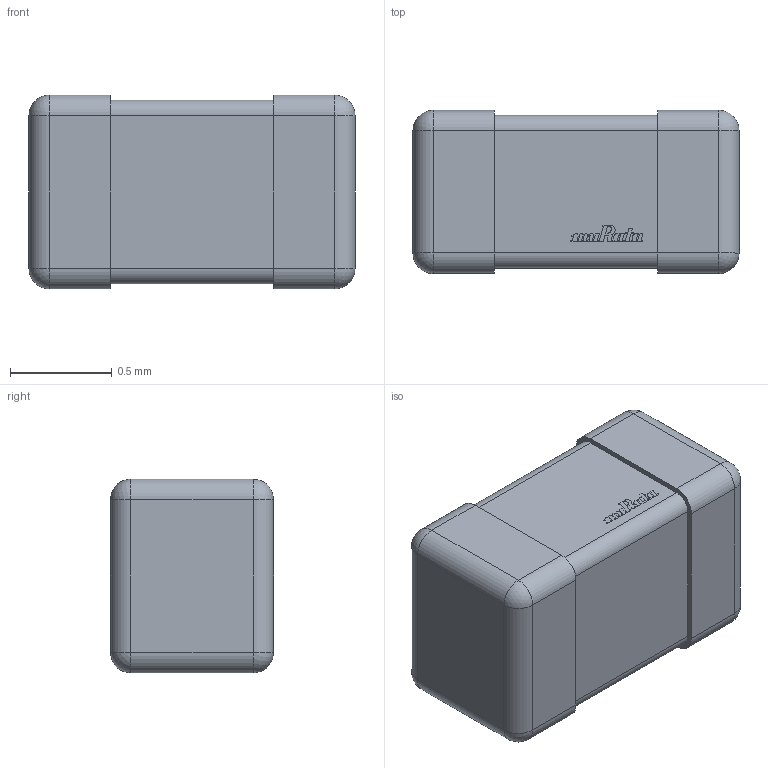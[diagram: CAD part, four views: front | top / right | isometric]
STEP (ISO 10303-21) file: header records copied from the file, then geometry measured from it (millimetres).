
FILE_DESCRIPTION(/* description */ (''),/* implementation_level */ '2;1');
FILE_NAME(/* name */ '1.stp',/* time_stamp */ '2020-10-02T16:34:17+02:00',/* author */ ('k'),/* organization */ (''),/* preprocessor_version */ 'ST-DEVELOPER v15.6',/* originating_system */ 'Autodesk Inventor 2015',/* authorisation */ '');
FILE_SCHEMA (('AUTOMOTIVE_DESIGN { 1 0 10303 214 3 1 1 }'));
Products named in the file (4): 1; 2; Murata Logo 3
Bounding box: 1.6 x 0.8 x 0.95 mm (x, y, z)
Volume: 1.1 mm3; surface area: 9.5 mm2
Topology: 4 solids, 4 shells, 209 faces, 579 edges, 378 vertices
Faces by surface type: cylinder 104, plane 97, sphere 8
Entity records: 6830 total; most frequent: DIRECTION 1219, CARTESIAN_POINT 1173, ORIENTED_EDGE 1158, EDGE_CURVE 579, AXIS2_PLACEMENT_3D 424, VERTEX_POINT 378, LINE 371, VECTOR 371
